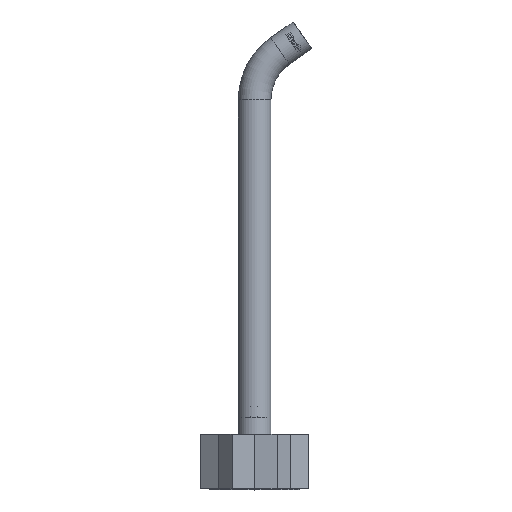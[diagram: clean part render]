
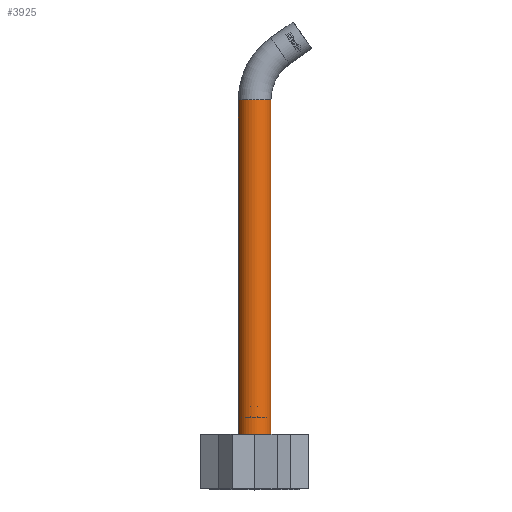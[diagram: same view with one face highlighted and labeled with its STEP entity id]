
A CAD part, front view. The second image highlights one B-rep face of the part: STEP entity #3925.
In plain terms, the highlighted cylindrical face has radius 9 mm (diameter 18 mm), a partial arc.
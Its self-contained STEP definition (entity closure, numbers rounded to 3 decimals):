
#3849=CARTESIAN_POINT('Vertex',(0.,175.336,-9.)) ;
#3856=CARTESIAN_POINT('Vertex',(0.,175.336,9.)) ;
#3859=CARTESIAN_POINT('Axis2P3D Location',(0.,175.336,0.)) ;
#3895=CARTESIAN_POINT('Axis2P3D Location',(0.,87.668,0.)) ;
#3900=CARTESIAN_POINT('Line Origine',(0.,87.668,-9.)) ;
#3904=CARTESIAN_POINT('Vertex',(0.,-35.,-9.)) ;
#3907=CARTESIAN_POINT('Line Origine',(0.,87.668,9.)) ;
#3911=CARTESIAN_POINT('Vertex',(0.,-35.,9.)) ;
#3914=CARTESIAN_POINT('Axis2P3D Location',(0.,-35.,0.)) ;
#3902=VECTOR('Line Direction',#3901,1.) ;
#3909=VECTOR('Line Direction',#3908,1.) ;
#3860=DIRECTION('Axis2P3D Direction',(-0.,-1.,0.)) ;
#3896=DIRECTION('Axis2P3D Direction',(0.,1.,-0.)) ;
#3897=DIRECTION('Axis2P3D XDirection',(0.,0.,1.)) ;
#3901=DIRECTION('Vector Direction',(0.,1.,0.)) ;
#3908=DIRECTION('Vector Direction',(0.,1.,0.)) ;
#3915=DIRECTION('Axis2P3D Direction',(0.,1.,-0.)) ;
#3861=AXIS2_PLACEMENT_3D('Circle Axis2P3D',#3859,#3860,$) ;
#3898=AXIS2_PLACEMENT_3D('Cylinder Axis2P3D',#3895,#3896,#3897) ;
#3916=AXIS2_PLACEMENT_3D('Circle Axis2P3D',#3914,#3915,$) ;
#3903=LINE('Line',#3900,#3902) ;
#3910=LINE('Line',#3907,#3909) ;
#3862=CIRCLE('generated circle',#3861,9.) ;
#3917=CIRCLE('generated circle',#3916,9.) ;
#3899=CYLINDRICAL_SURFACE('generated cylinder',#3898,9.) ;
#3863=EDGE_CURVE('',#3850,#3857,#3862,.T.) ;
#3906=EDGE_CURVE('',#3905,#3850,#3903,.T.) ;
#3913=EDGE_CURVE('',#3912,#3857,#3910,.T.) ;
#3918=EDGE_CURVE('',#3905,#3912,#3917,.F.) ;
#3920=ORIENTED_EDGE('',*,*,#3906,.T.) ;
#3921=ORIENTED_EDGE('',*,*,#3863,.T.) ;
#3922=ORIENTED_EDGE('',*,*,#3913,.F.) ;
#3923=ORIENTED_EDGE('',*,*,#3918,.F.) ;
#3919=EDGE_LOOP('',(#3920,#3921,#3922,#3923)) ;
#3850=VERTEX_POINT('',#3849) ;
#3857=VERTEX_POINT('',#3856) ;
#3905=VERTEX_POINT('',#3904) ;
#3912=VERTEX_POINT('',#3911) ;
#3925=ADVANCED_FACE('PartBody',(#3924),#3899,.T.) ;
#3924=FACE_OUTER_BOUND('',#3919,.T.) ;
